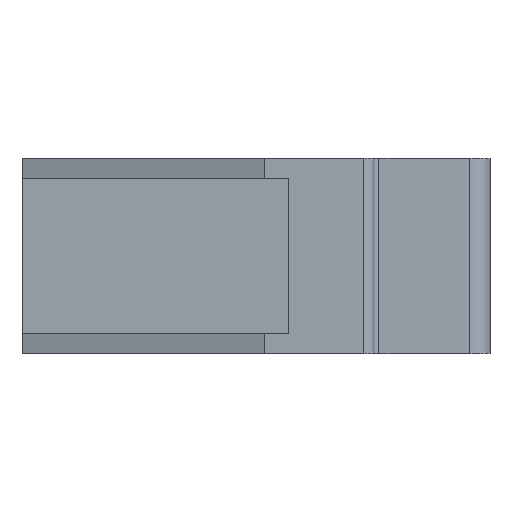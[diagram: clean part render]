
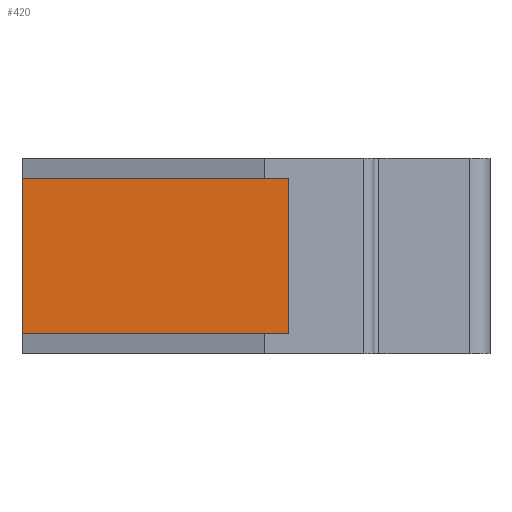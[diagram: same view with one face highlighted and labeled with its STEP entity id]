
A CAD part, left-side view. The second image highlights one B-rep face of the part: STEP entity #420.
In plain terms, the highlighted planar face has unit normal (-1, 0, 0).
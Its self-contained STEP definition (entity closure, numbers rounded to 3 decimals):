
#15 = VERTEX_POINT ( 'NONE', #170 ) ;
#25 = LINE ( 'NONE', #465, #694 ) ;
#33 = PLANE ( 'NONE',  #304 ) ;
#78 = LINE ( 'NONE', #567, #742 ) ;
#140 = EDGE_CURVE ( 'NONE', #666, #210, #25, .T. ) ;
#154 = EDGE_CURVE ( 'NONE', #176, #15, #591, .T. ) ;
#170 = CARTESIAN_POINT ( 'NONE',  ( 3.5, 23.05, 17.3 ) ) ;
#173 = VECTOR ( 'NONE', #522, 1000. ) ;
#176 = VERTEX_POINT ( 'NONE', #547 ) ;
#182 = ORIENTED_EDGE ( 'NONE', *, *, #277, .T. ) ;
#196 = ORIENTED_EDGE ( 'NONE', *, *, #154, .T. ) ;
#209 = ORIENTED_EDGE ( 'NONE', *, *, #266, .T. ) ;
#210 = VERTEX_POINT ( 'NONE', #474 ) ;
#266 = EDGE_CURVE ( 'NONE', #15, #666, #78, .T. ) ;
#277 = EDGE_CURVE ( 'NONE', #210, #176, #633, .T. ) ;
#304 = AXIS2_PLACEMENT_3D ( 'NONE', #707, #426, #703 ) ;
#329 = CARTESIAN_POINT ( 'NONE',  ( 3.5, -3.25, 17.3 ) ) ;
#353 = CARTESIAN_POINT ( 'NONE',  ( 3.5, 23.05, 2. ) ) ;
#355 = DIRECTION ( 'NONE',  ( 0., 1., 0. ) ) ;
#359 = DIRECTION ( 'NONE',  ( 0., -1., 0. ) ) ;
#420 = ADVANCED_FACE ( 'NONE', ( #680 ), #33, .T. ) ;
#426 = DIRECTION ( 'NONE',  ( -1., 0., 0. ) ) ;
#465 = CARTESIAN_POINT ( 'NONE',  ( 3.5, 23.05, 2. ) ) ;
#474 = CARTESIAN_POINT ( 'NONE',  ( 3.5, -3.25, 2. ) ) ;
#502 = CARTESIAN_POINT ( 'NONE',  ( 3.5, -3.25, 2. ) ) ;
#509 = DIRECTION ( 'NONE',  ( 0., 0., -1. ) ) ;
#522 = DIRECTION ( 'NONE',  ( 0., 0., 1. ) ) ;
#547 = CARTESIAN_POINT ( 'NONE',  ( 3.5, -3.25, 17.3 ) ) ;
#555 = VECTOR ( 'NONE', #355, 1000. ) ;
#567 = CARTESIAN_POINT ( 'NONE',  ( 3.5, 23.05, 17.3 ) ) ;
#591 = LINE ( 'NONE', #329, #555 ) ;
#602 = ORIENTED_EDGE ( 'NONE', *, *, #140, .T. ) ;
#617 = EDGE_LOOP ( 'NONE', ( #182, #196, #209, #602 ) ) ;
#633 = LINE ( 'NONE', #502, #173 ) ;
#666 = VERTEX_POINT ( 'NONE', #353 ) ;
#680 = FACE_OUTER_BOUND ( 'NONE', #617, .T. ) ;
#694 = VECTOR ( 'NONE', #359, 1000. ) ;
#703 = DIRECTION ( 'NONE',  ( 0., 0., 1. ) ) ;
#707 = CARTESIAN_POINT ( 'NONE',  ( 3.5, 0., 0. ) ) ;
#742 = VECTOR ( 'NONE', #509, 1000. ) ;
